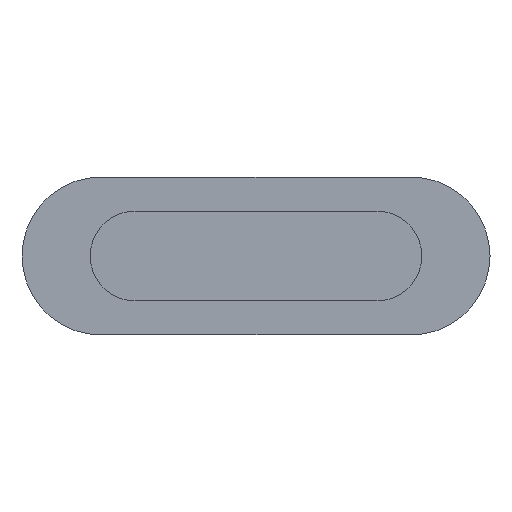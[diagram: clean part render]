
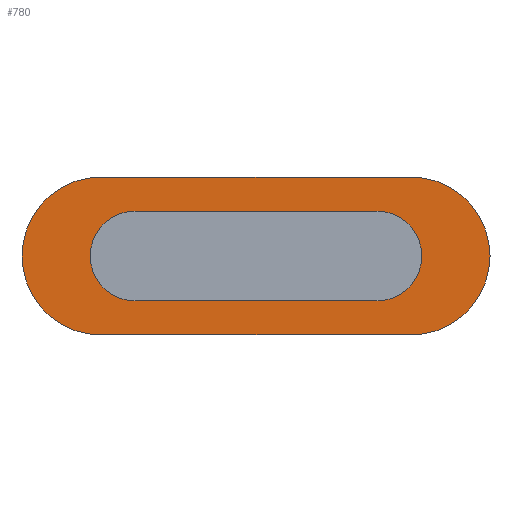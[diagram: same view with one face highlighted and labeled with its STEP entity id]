
A CAD part, top view. The second image highlights one B-rep face of the part: STEP entity #780.
In plain terms, the highlighted planar face has unit normal (0, 0, 1).
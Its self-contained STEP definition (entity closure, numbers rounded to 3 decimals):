
#10=CARTESIAN_POINT('',(0.,0.,0.));
#20=DIRECTION('',(0.,0.,1.));
#30=DIRECTION('',(1.,0.,0.));
#40=AXIS2_PLACEMENT_3D('',#10,#20,#30);
#50=PLANE('',#40);
#60=CARTESIAN_POINT('',(20.25,20.25,0.));
#70=DIRECTION('',(0.,0.,1.));
#80=DIRECTION('',(1.,0.,0.));
#90=AXIS2_PLACEMENT_3D('',#60,#70,#80);
#100=CIRCLE('',#90,20.25);
#110=CARTESIAN_POINT('',(20.25,40.5,0.));
#120=VERTEX_POINT('',#110);
#130=CARTESIAN_POINT('',(20.25,0.,0.));
#140=VERTEX_POINT('',#130);
#150=EDGE_CURVE('',#120,#140,#100,.T.);
#160=ORIENTED_EDGE('',*,*,#150,.T.);
#170=CARTESIAN_POINT('',(0.,40.5,0.));
#180=DIRECTION('',(1.,0.,0.));
#190=VECTOR('',#180,1.);
#200=LINE('',#170,#190);
#210=CARTESIAN_POINT('',(99.75,40.5,0.));
#220=VERTEX_POINT('',#210);
#230=EDGE_CURVE('',#120,#220,#200,.T.);
#240=ORIENTED_EDGE('',*,*,#230,.F.);
#250=CARTESIAN_POINT('',(99.75,20.25,0.));
#260=DIRECTION('',(0.,0.,1.));
#270=DIRECTION('',(1.,0.,0.));
#280=AXIS2_PLACEMENT_3D('',#250,#260,#270);
#290=CIRCLE('',#280,20.25);
#300=CARTESIAN_POINT('',(99.75,0.,0.));
#310=VERTEX_POINT('',#300);
#320=EDGE_CURVE('',#310,#220,#290,.T.);
#330=ORIENTED_EDGE('',*,*,#320,.T.);
#340=CARTESIAN_POINT('',(0.,0.,0.));
#350=DIRECTION('',(1.,0.,0.));
#360=VECTOR('',#350,1.);
#370=LINE('',#340,#360);
#380=EDGE_CURVE('',#140,#310,#370,.T.);
#390=ORIENTED_EDGE('',*,*,#380,.T.);
#400=EDGE_LOOP('',(#390,#330,#240,#160));
#410=FACE_OUTER_BOUND('',#400,.T.);
#420=CARTESIAN_POINT('',(60.,8.75,0.));
#430=DIRECTION('',(1.,0.,0.));
#440=VECTOR('',#430,1.);
#450=LINE('',#420,#440);
#460=CARTESIAN_POINT('',(29.,8.75,0.));
#470=VERTEX_POINT('',#460);
#480=CARTESIAN_POINT('',(91.,8.75,0.));
#490=VERTEX_POINT('',#480);
#500=EDGE_CURVE('',#470,#490,#450,.T.);
#510=ORIENTED_EDGE('',*,*,#500,.F.);
#520=CARTESIAN_POINT('',(91.,20.25,0.));
#530=DIRECTION('',(0.,0.,1.));
#540=DIRECTION('',(1.,0.,0.));
#550=AXIS2_PLACEMENT_3D('',#520,#530,#540);
#560=CIRCLE('',#550,11.5);
#570=CARTESIAN_POINT('',(91.,31.75,0.));
#580=VERTEX_POINT('',#570);
#590=EDGE_CURVE('',#490,#580,#560,.T.);
#600=ORIENTED_EDGE('',*,*,#590,.F.);
#610=CARTESIAN_POINT('',(60.,31.75,0.));
#620=DIRECTION('',(1.,0.,0.));
#630=VECTOR('',#620,1.);
#640=LINE('',#610,#630);
#650=CARTESIAN_POINT('',(29.,31.75,0.));
#660=VERTEX_POINT('',#650);
#670=EDGE_CURVE('',#660,#580,#640,.T.);
#680=ORIENTED_EDGE('',*,*,#670,.T.);
#690=CARTESIAN_POINT('',(29.,20.25,0.));
#700=DIRECTION('',(0.,0.,1.));
#710=DIRECTION('',(1.,0.,0.));
#720=AXIS2_PLACEMENT_3D('',#690,#700,#710);
#730=CIRCLE('',#720,11.5);
#740=EDGE_CURVE('',#660,#470,#730,.T.);
#750=ORIENTED_EDGE('',*,*,#740,.F.);
#760=EDGE_LOOP('',(#750,#680,#600,#510));
#770=FACE_BOUND('',#760,.T.);
#780=ADVANCED_FACE('',(#410,#770),#50,.T.);
